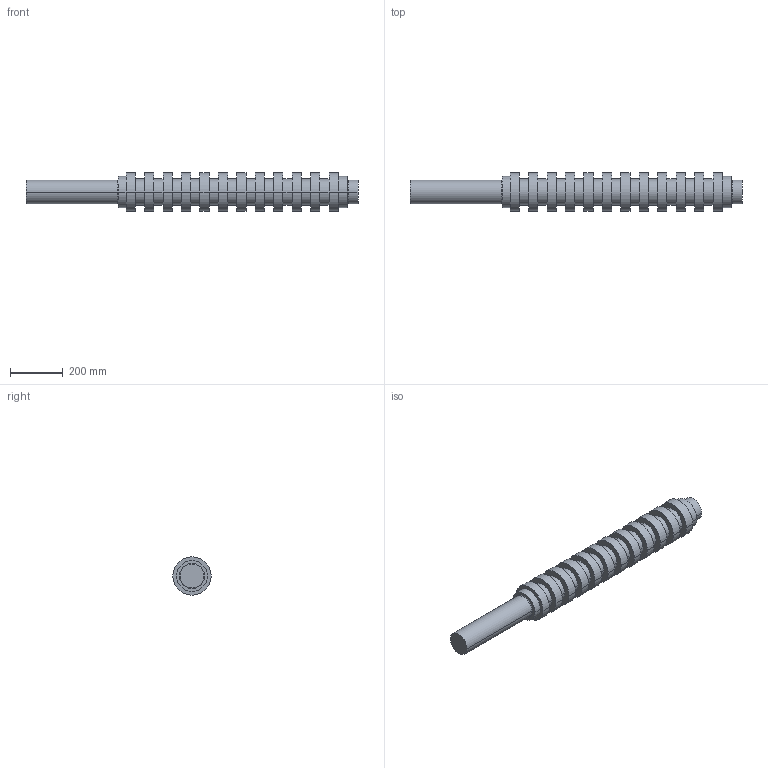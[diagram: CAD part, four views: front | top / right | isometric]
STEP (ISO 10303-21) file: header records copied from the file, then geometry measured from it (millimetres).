
FILE_DESCRIPTION (( 'STEP AP214' ), '1' );
FILE_NAME ('shaft.STEP', '2021-07-02T07:47:36', ( '' ), ( '' ), 'SwSTEP 2.0', 'SolidWorks 2020', '' );
FILE_SCHEMA (( 'AUTOMOTIVE_DESIGN' ));
Length unit declared in the file: millimetre
Products named in the file (1): shaft
Bounding box: 1260 x 145 x 145 mm (x, y, z)
Volume: 13151914.5 mm3; surface area: 669563.3 mm2
Topology: 1 solids, 1 shells, 88 faces, 176 edges, 116 vertices
Faces by surface type: cylinder 54, plane 28, torus 6
Entity records: 2384 total; most frequent: DIRECTION 476, CARTESIAN_POINT 381, ORIENTED_EDGE 352, AXIS2_PLACEMENT_3D 211, EDGE_CURVE 176, CIRCLE 122, VERTEX_POINT 116, EDGE_LOOP 114
